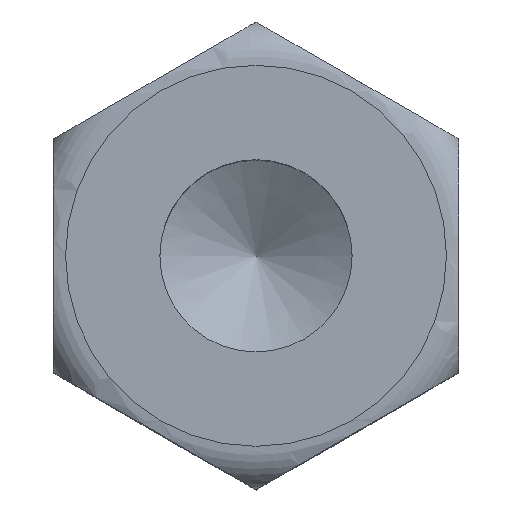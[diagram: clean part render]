
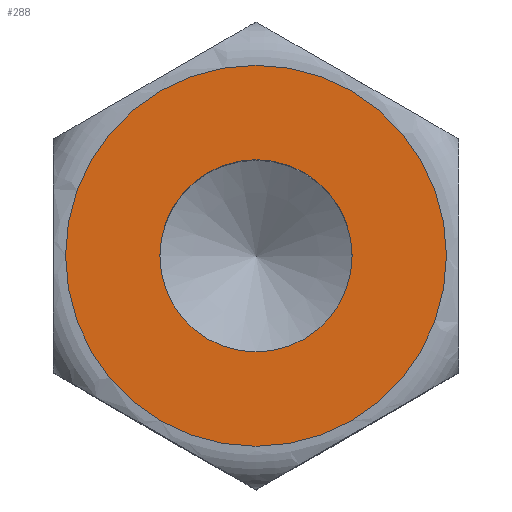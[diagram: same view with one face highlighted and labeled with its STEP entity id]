
A CAD part, top view. The second image highlights one B-rep face of the part: STEP entity #288.
In plain terms, the highlighted planar face has unit normal (0, 0, 1).
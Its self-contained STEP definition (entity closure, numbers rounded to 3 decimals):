
#42=PLANE($,#327);
#57=FACE_BOUND($,#128,.T.);
#58=CIRCLE($,#293,6.583);
#71=CIRCLE($,#323,3.324);
#92=FACE_OUTER_BOUND($,#127,.T.);
#127=EDGE_LOOP($,(#261));
#128=EDGE_LOOP($,(#262));
#147=VERTEX_POINT($,#548);
#166=VERTEX_POINT($,#739);
#173=EDGE_CURVE($,#147,#147,#58,.T.);
#196=EDGE_CURVE($,#166,#166,#71,.T.);
#261=ORIENTED_EDGE($,*,*,#173,.T.);
#262=ORIENTED_EDGE($,*,*,#196,.T.);
#288=ADVANCED_FACE($,(#92,#57),#42,.T.);
#293=AXIS2_PLACEMENT_3D($,#549,#332,#333);
#323=AXIS2_PLACEMENT_3D($,#740,#396,#397);
#327=AXIS2_PLACEMENT_3D($,#746,#406,#407);
#332=DIRECTION('center_axis',(0.,0.,
1.));
#333=DIRECTION('ref_axis',(1.,0.,0.));
#396=DIRECTION('center_axis',(0.,0.,
-1.));
#397=DIRECTION('ref_axis',(1.,0.,0.));
#406=DIRECTION('center_axis',(0.,0.,
1.));
#407=DIRECTION('ref_axis',(1.,0.,0.));
#548=CARTESIAN_POINT('',(0.,0.917,14.5));
#549=CARTESIAN_POINT('Origin',(0.,7.5,14.5));
#739=CARTESIAN_POINT('',(3.324,7.5,14.5));
#740=CARTESIAN_POINT('Origin',(0.,7.5,14.5));
#746=CARTESIAN_POINT('Origin',(0.,7.5,14.5));
